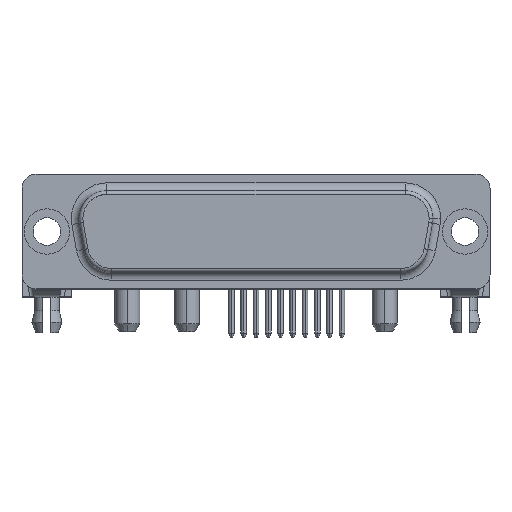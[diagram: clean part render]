
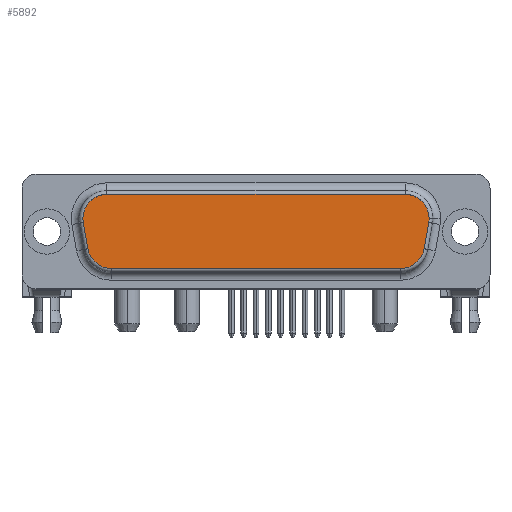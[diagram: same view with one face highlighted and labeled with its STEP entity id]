
A CAD part, top view. The second image highlights one B-rep face of the part: STEP entity #5892.
In plain terms, the highlighted planar face has unit normal (0, 0, 1).
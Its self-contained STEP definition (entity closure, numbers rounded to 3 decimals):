
#110 = ORIENTED_EDGE ( 'NONE', *, *, #5664, .T. ) ;
#127 = AXIS2_PLACEMENT_3D ( 'NONE', #7920, #6534, #274 ) ;
#185 = CARTESIAN_POINT ( 'NONE',  ( -19.439, 1.006, 11.64 ) ) ;
#258 = ORIENTED_EDGE ( 'NONE', *, *, #3026, .T. ) ;
#274 = DIRECTION ( 'NONE',  ( 1., 0., 0. ) ) ;
#348 = CARTESIAN_POINT ( 'NONE',  ( -18.919, -1.944, 11.64 ) ) ;
#427 = ORIENTED_EDGE ( 'NONE', *, *, #4439, .T. ) ;
#777 = VECTOR ( 'NONE', #7060, 1000. ) ;
#1094 = LINE ( 'NONE', #2623, #777 ) ;
#1219 = DIRECTION ( 'NONE',  ( 1., 0., 0. ) ) ;
#1283 = CIRCLE ( 'NONE', #1937, 2.7 ) ;
#1342 = CARTESIAN_POINT ( 'NONE',  ( 19.439, 1.006, 11.64 ) ) ;
#1380 = VERTEX_POINT ( 'NONE', #185 ) ;
#1449 = CARTESIAN_POINT ( 'NONE',  ( 16.78, 4.175, 11.64 ) ) ;
#1649 = CARTESIAN_POINT ( 'NONE',  ( 16.26, -1.475, 11.64 ) ) ;
#1846 = ORIENTED_EDGE ( 'NONE', *, *, #3955, .T. ) ;
#1937 = AXIS2_PLACEMENT_3D ( 'NONE', #2616, #4674, #1219 ) ;
#1979 = CARTESIAN_POINT ( 'NONE',  ( 19.48, 1.475, 11.64 ) ) ;
#2096 = CARTESIAN_POINT ( 'NONE',  ( 16.78, 1.475, 11.64 ) ) ;
#2114 = DIRECTION ( 'NONE',  ( -1., 0., 0. ) ) ;
#2125 = DIRECTION ( 'NONE',  ( 0., 0., 1. ) ) ;
#2283 = VERTEX_POINT ( 'NONE', #3790 ) ;
#2361 = CIRCLE ( 'NONE', #8750, 2.7 ) ;
#2515 = DIRECTION ( 'NONE',  ( 0.174, 0.985, 0. ) ) ;
#2567 = ORIENTED_EDGE ( 'NONE', *, *, #5541, .T. ) ;
#2616 = CARTESIAN_POINT ( 'NONE',  ( -16.26, -1.475, 11.64 ) ) ;
#2623 = CARTESIAN_POINT ( 'NONE',  ( -19.439, 1.006, 11.64 ) ) ;
#2776 = VERTEX_POINT ( 'NONE', #4145 ) ;
#3026 = EDGE_CURVE ( 'NONE', #8524, #2283, #4895, .T. ) ;
#3075 = DIRECTION ( 'NONE',  ( 1., 0., 0. ) ) ;
#3144 = EDGE_CURVE ( 'NONE', #1380, #6116, #1094, .T. ) ;
#3375 = EDGE_CURVE ( 'NONE', #3886, #5239, #7383, .T. ) ;
#3680 = AXIS2_PLACEMENT_3D ( 'NONE', #5891, #6522, #3075 ) ;
#3787 = EDGE_CURVE ( 'NONE', #5239, #2776, #2361, .T. ) ;
#3790 = CARTESIAN_POINT ( 'NONE',  ( 18.919, -1.944, 11.64 ) ) ;
#3886 = VERTEX_POINT ( 'NONE', #1342 ) ;
#3955 = EDGE_CURVE ( 'NONE', #6981, #8524, #8441, .T. ) ;
#3989 = ORIENTED_EDGE ( 'NONE', *, *, #6529, .T. ) ;
#4126 = CARTESIAN_POINT ( 'NONE',  ( -16.78, 1.475, 11.64 ) ) ;
#4145 = CARTESIAN_POINT ( 'NONE',  ( 16.78, 4.175, 11.64 ) ) ;
#4153 = DIRECTION ( 'NONE',  ( 0., 0., 1. ) ) ;
#4212 = ORIENTED_EDGE ( 'NONE', *, *, #3375, .T. ) ;
#4439 = EDGE_CURVE ( 'NONE', #2776, #8272, #6597, .T. ) ;
#4556 = FACE_OUTER_BOUND ( 'NONE', #8935, .T. ) ;
#4599 = CARTESIAN_POINT ( 'NONE',  ( 16.26, -4.175, 11.64 ) ) ;
#4611 = CARTESIAN_POINT ( 'NONE',  ( 18.919, -1.944, 11.64 ) ) ;
#4673 = VECTOR ( 'NONE', #2515, 1000. ) ;
#4674 = DIRECTION ( 'NONE',  ( 0., 0., 1. ) ) ;
#4690 = AXIS2_PLACEMENT_3D ( 'NONE', #1649, #6485, #6520 ) ;
#4885 = PLANE ( 'NONE',  #6000 ) ;
#4890 = LINE ( 'NONE', #4611, #4673 ) ;
#4895 = CIRCLE ( 'NONE', #4690, 2.7 ) ;
#5239 = VERTEX_POINT ( 'NONE', #1979 ) ;
#5506 = VECTOR ( 'NONE', #2114, 1000. ) ;
#5541 = EDGE_CURVE ( 'NONE', #8272, #1380, #7481, .T. ) ;
#5664 = EDGE_CURVE ( 'NONE', #2283, #3886, #4890, .T. ) ;
#5685 = CARTESIAN_POINT ( 'NONE',  ( -16.26, -4.175, 11.64 ) ) ;
#5702 = CARTESIAN_POINT ( 'NONE',  ( -16.78, 4.175, 11.64 ) ) ;
#5891 = CARTESIAN_POINT ( 'NONE',  ( 16.78, 1.475, 11.64 ) ) ;
#5892 = ADVANCED_FACE ( 'NONE', ( #4556 ), #4885, .T. ) ;
#6000 = AXIS2_PLACEMENT_3D ( 'NONE', #4126, #4153, #6269 ) ;
#6116 = VERTEX_POINT ( 'NONE', #348 ) ;
#6143 = CARTESIAN_POINT ( 'NONE',  ( -16.26, -4.175, 11.64 ) ) ;
#6269 = DIRECTION ( 'NONE',  ( 1., 0., 0. ) ) ;
#6408 = DIRECTION ( 'NONE',  ( 1., 0., 0. ) ) ;
#6485 = DIRECTION ( 'NONE',  ( 0., 0., 1. ) ) ;
#6520 = DIRECTION ( 'NONE',  ( 1., 0., 0. ) ) ;
#6522 = DIRECTION ( 'NONE',  ( 0., 0., 1. ) ) ;
#6529 = EDGE_CURVE ( 'NONE', #6116, #6981, #1283, .T. ) ;
#6534 = DIRECTION ( 'NONE',  ( 0., 0., 1. ) ) ;
#6597 = LINE ( 'NONE', #1449, #5506 ) ;
#6981 = VERTEX_POINT ( 'NONE', #6143 ) ;
#7060 = DIRECTION ( 'NONE',  ( 0.174, -0.985, 0. ) ) ;
#7383 = CIRCLE ( 'NONE', #3680, 2.7 ) ;
#7481 = CIRCLE ( 'NONE', #127, 2.7 ) ;
#7750 = ORIENTED_EDGE ( 'NONE', *, *, #3144, .T. ) ;
#7920 = CARTESIAN_POINT ( 'NONE',  ( -16.78, 1.475, 11.64 ) ) ;
#8164 = ORIENTED_EDGE ( 'NONE', *, *, #3787, .T. ) ;
#8272 = VERTEX_POINT ( 'NONE', #5702 ) ;
#8304 = DIRECTION ( 'NONE',  ( 1., 0., 0. ) ) ;
#8441 = LINE ( 'NONE', #5685, #8987 ) ;
#8524 = VERTEX_POINT ( 'NONE', #4599 ) ;
#8750 = AXIS2_PLACEMENT_3D ( 'NONE', #2096, #2125, #8304 ) ;
#8935 = EDGE_LOOP ( 'NONE', ( #2567, #7750, #3989, #1846, #258, #110, #4212, #8164, #427 ) ) ;
#8987 = VECTOR ( 'NONE', #6408, 1000. ) ;
